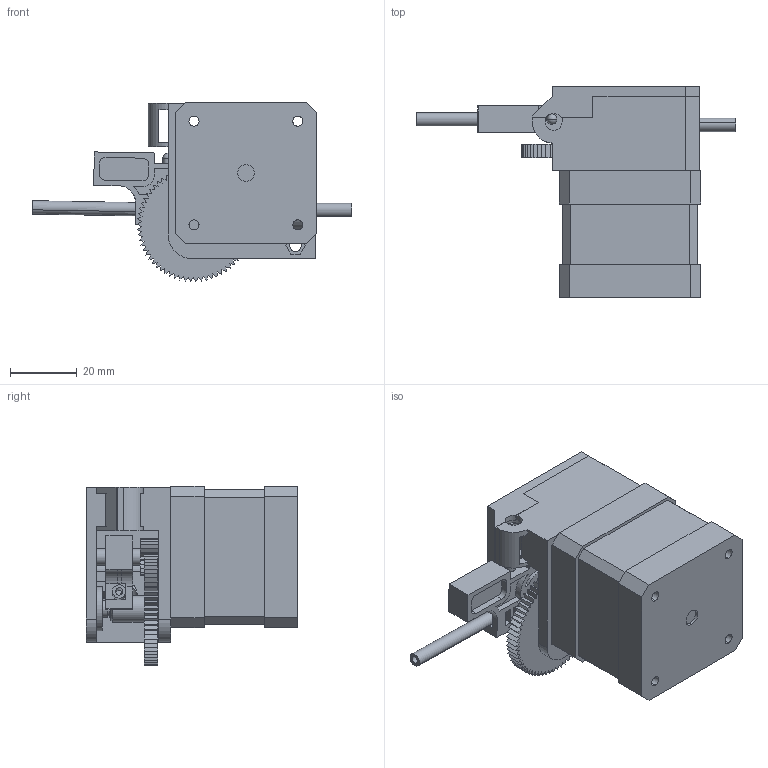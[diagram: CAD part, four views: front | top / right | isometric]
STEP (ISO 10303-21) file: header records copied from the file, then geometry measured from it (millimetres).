
FILE_DESCRIPTION (( 'STEP AP203' ), '1' );
FILE_NAME ('rezanje poklopca assembly.STEP', '2017-01-27T17:08:20', ( '' ), ( '' ), 'SwSTEP 2.0', 'SolidWorks 2016', '' );
FILE_SCHEMA (( 'CONFIG_CONTROL_DESIGN' ));
Length unit declared in the file: millimetre
Products named in the file (10): small gear; 175_filament_feed_lh; teflon tube; e3d extruder; rezanje poklopca assembly; big_gear; cilindar_fitting; polugica; ??17___ _________; gornji dio e3d extruder
Assembly tree (10 placements, depth 2):
  rezanje poklopca assembly
    e3d extruder
    gornji dio e3d extruder
    ??17___ _________
    polugica
    cilindar_fitting
    175_filament_feed_lh
    teflon tube  x2
    big_gear
    small gear
Bounding box: 95.46 x 63.25 x 53.64 mm (x, y, z)
Volume: 95500 mm3; surface area: 38473.9 mm2
Topology: 10 solids, 10 shells, 576 faces, 1595 edges, 1057 vertices
Faces by surface type: plane 409, cylinder 159, cone 4, sphere 3, bspline 1
Entity records: 19474 total; most frequent: CARTESIAN_POINT 3402, ORIENTED_EDGE 3156, DIRECTION 3047, EDGE_CURVE 1578, LINE 1235, VECTOR 1235, VERTEX_POINT 1047, AXIS2_PLACEMENT_3D 906
